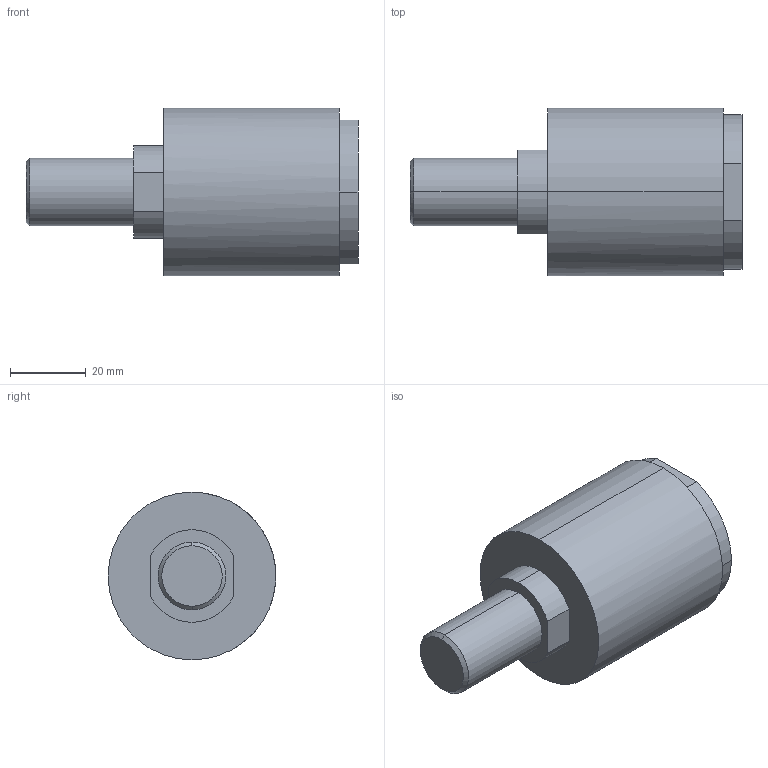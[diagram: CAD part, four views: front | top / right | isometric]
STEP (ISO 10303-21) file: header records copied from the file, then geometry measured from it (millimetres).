
FILE_DESCRIPTION((''),'2;1');
FILE_NAME('ACA180M.stp','2005-07-13T07:51:48',(''),(''),'Mechanical Desktop 2005','Mechanical Desktop 2005',', , ');
FILE_SCHEMA(('CONFIG_CONTROL_DESIGN'));
Length unit declared in the file: millimetre
Products named in the file (1): Product
Bounding box: 87.9 x 44.4 x 44.4 mm (x, y, z)
Volume: 81910.9 mm3; surface area: 14008.3 mm2
Topology: 3 solids, 3 shells, 54 faces, 131 edges, 87 vertices
Faces by surface type: plane 36, cylinder 14, cone 2, bspline 2
Entity records: 1669 total; most frequent: CARTESIAN_POINT 279, DIRECTION 268, ORIENTED_EDGE 262, EDGE_CURVE 131, VECTOR 100, LINE 100, VERTEX_POINT 87, AXIS2_PLACEMENT_3D 84
